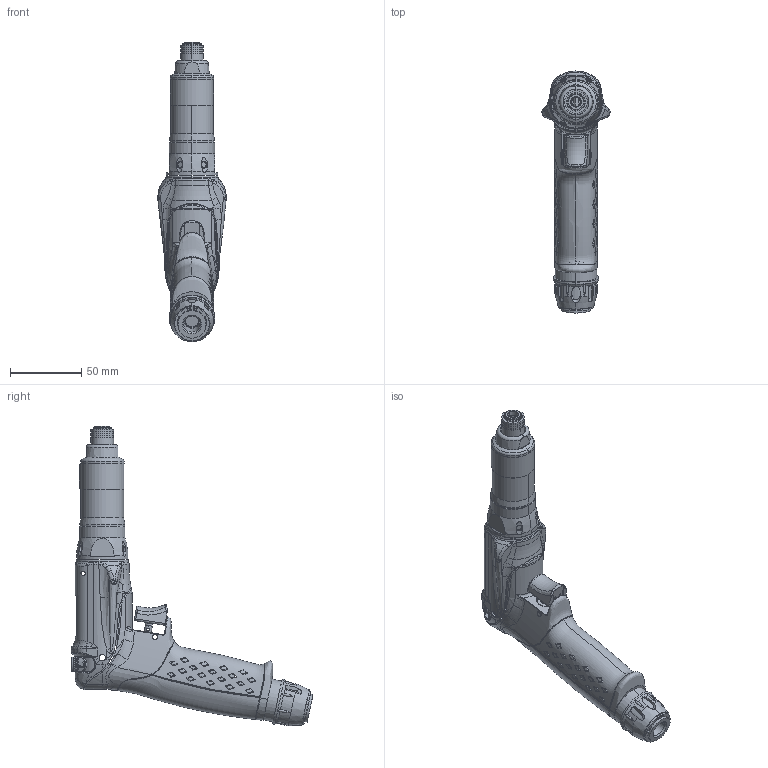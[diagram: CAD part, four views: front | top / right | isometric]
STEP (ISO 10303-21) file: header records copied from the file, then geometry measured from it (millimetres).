
FILE_DESCRIPTION((''),'2;1');
FILE_NAME('TMP114338_SW','2011-10-05T',('tooextcsr'),(''),'PRO/ENGINEER BY PARAMETRIC TECHNOLOGY CORPORATION, 2008310','PRO/ENGINEER BY PARAMETRIC TECHNOLOGY CORPORATION, 2008310','');
FILE_SCHEMA(('CONFIG_CONTROL_DESIGN', 'GEOMETRIC_VALIDATION_PROPERTIES_MIM'));
Length unit declared in the file: millimetre
Products named in the file (1): TMP114338_SW
Bounding box: 48.05 x 170.1 x 210.49 mm (x, y, z)
Surface area: 48573.9 mm2 (no closed solid volume)
Topology: 0 solids, 54 shells, 854 faces, 3948 edges, 2909 vertices
Faces by surface type: bspline 451, cylinder 169, plane 114, torus 50, cone 45, extrusion 16, sphere 5, revolution 4
Entity records: 227466 total; most frequent: CARTESIAN_POINT 198024, ORIENTED_EDGE 5568, EDGE_CURVE 3926, VERTEX_POINT 2907, B_SPLINE_CURVE_WITH_KNOTS 2815, DIRECTION 2506, AXIS2_PLACEMENT_3D 972, EDGE_LOOP 920
